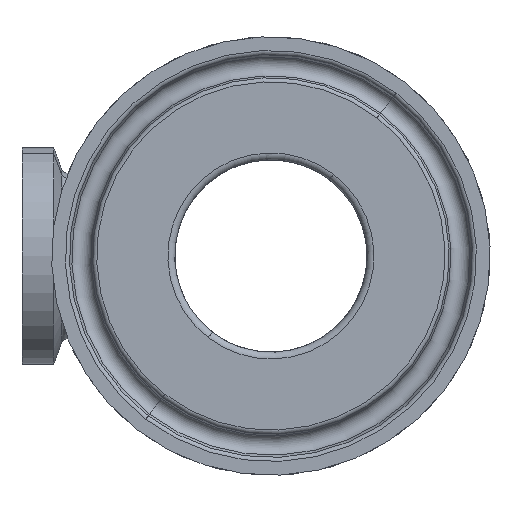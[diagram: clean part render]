
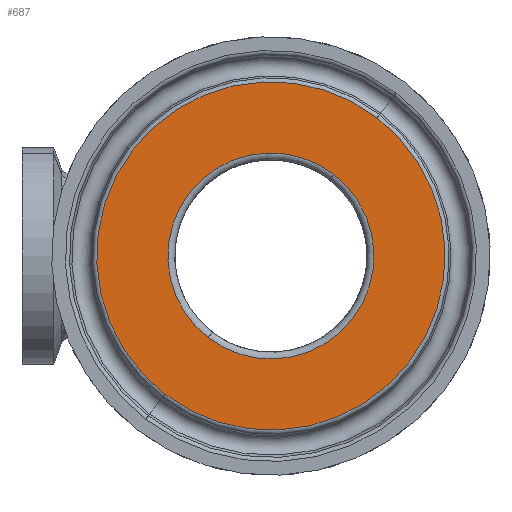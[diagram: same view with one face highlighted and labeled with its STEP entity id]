
A CAD part, left-side view. The second image highlights one B-rep face of the part: STEP entity #687.
In plain terms, the highlighted face is planar.
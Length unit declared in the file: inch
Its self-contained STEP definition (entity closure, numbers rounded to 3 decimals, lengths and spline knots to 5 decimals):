
#74 = CIRCLE ( 'NONE', #278, 0.78811 ) ;
#98 = EDGE_LOOP ( 'NONE', ( #1809, #229 ) ) ;
#111 = DIRECTION ( 'NONE',  ( 0., 1., 0. ) ) ;
#140 = DIRECTION ( 'NONE',  ( 0., -1., 0. ) ) ;
#213 = DIRECTION ( 'NONE',  ( 0., 0., -1. ) ) ;
#229 = ORIENTED_EDGE ( 'NONE', *, *, #1268, .T. ) ;
#278 = AXIS2_PLACEMENT_3D ( 'NONE', #1534, #111, #328 ) ;
#299 = VERTEX_POINT ( 'NONE', #2891 ) ;
#322 = DIRECTION ( 'NONE',  ( 0., 0., -1. ) ) ;
#328 = DIRECTION ( 'NONE',  ( 0., 0., -1. ) ) ;
#360 = AXIS2_PLACEMENT_3D ( 'NONE', #2406, #1737, #322 ) ;
#582 = VERTEX_POINT ( 'NONE', #707 ) ;
#687 = ADVANCED_FACE ( 'NONE', ( #2586, #987 ), #1006, .F. ) ;
#707 = CARTESIAN_POINT ( 'NONE',  ( 0., 0.19685, -0.46614 ) ) ;
#891 = DIRECTION ( 'NONE',  ( 0., 1., 0. ) ) ;
#978 = ORIENTED_EDGE ( 'NONE', *, *, #2738, .T. ) ;
#987 = FACE_BOUND ( 'NONE', #98, .T. ) ;
#1006 = PLANE ( 'NONE',  #360 ) ;
#1076 = CARTESIAN_POINT ( 'NONE',  ( 0., 0.19685, 0. ) ) ;
#1113 = CIRCLE ( 'NONE', #2831, 0.46614 ) ;
#1250 = AXIS2_PLACEMENT_3D ( 'NONE', #1390, #3004, #213 ) ;
#1268 = EDGE_CURVE ( 'NONE', #1735, #582, #2160, .T. ) ;
#1285 = AXIS2_PLACEMENT_3D ( 'NONE', #2480, #891, #2257 ) ;
#1390 = CARTESIAN_POINT ( 'NONE',  ( 0., 0.19685, 0. ) ) ;
#1534 = CARTESIAN_POINT ( 'NONE',  ( 0., 0.19685, 0. ) ) ;
#1593 = EDGE_CURVE ( 'NONE', #582, #1735, #1113, .T. ) ;
#1735 = VERTEX_POINT ( 'NONE', #2632 ) ;
#1737 = DIRECTION ( 'NONE',  ( 0., -1., 0. ) ) ;
#1809 = ORIENTED_EDGE ( 'NONE', *, *, #1593, .T. ) ;
#1947 = ORIENTED_EDGE ( 'NONE', *, *, #2212, .T. ) ;
#2160 = CIRCLE ( 'NONE', #1250, 0.46614 ) ;
#2212 = EDGE_CURVE ( 'NONE', #2764, #299, #2436, .T. ) ;
#2222 = DIRECTION ( 'NONE',  ( 0., 0., -1. ) ) ;
#2257 = DIRECTION ( 'NONE',  ( 0., 0., -1. ) ) ;
#2406 = CARTESIAN_POINT ( 'NONE',  ( 0., 0.19685, 0. ) ) ;
#2436 = CIRCLE ( 'NONE', #1285, 0.78811 ) ;
#2480 = CARTESIAN_POINT ( 'NONE',  ( 0., 0.19685, 0. ) ) ;
#2586 = FACE_OUTER_BOUND ( 'NONE', #2804, .T. ) ;
#2632 = CARTESIAN_POINT ( 'NONE',  ( 0., 0.19685, 0.46614 ) ) ;
#2738 = EDGE_CURVE ( 'NONE', #299, #2764, #74, .T. ) ;
#2755 = CARTESIAN_POINT ( 'NONE',  ( 0., 0.19685, -0.78811 ) ) ;
#2764 = VERTEX_POINT ( 'NONE', #2755 ) ;
#2804 = EDGE_LOOP ( 'NONE', ( #1947, #978 ) ) ;
#2831 = AXIS2_PLACEMENT_3D ( 'NONE', #1076, #140, #2222 ) ;
#2891 = CARTESIAN_POINT ( 'NONE',  ( 0., 0.19685, 0.78811 ) ) ;
#3004 = DIRECTION ( 'NONE',  ( 0., -1., 0. ) ) ;
